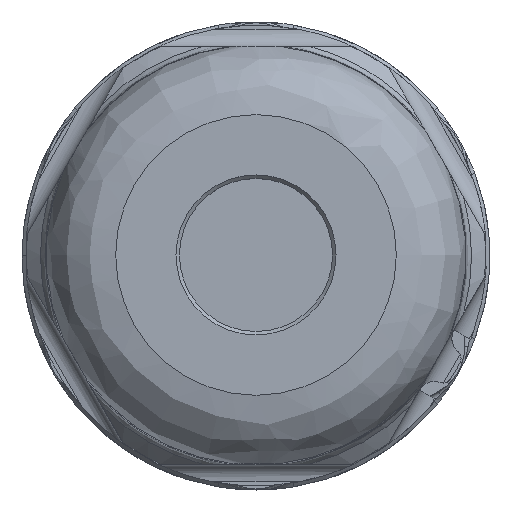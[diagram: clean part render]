
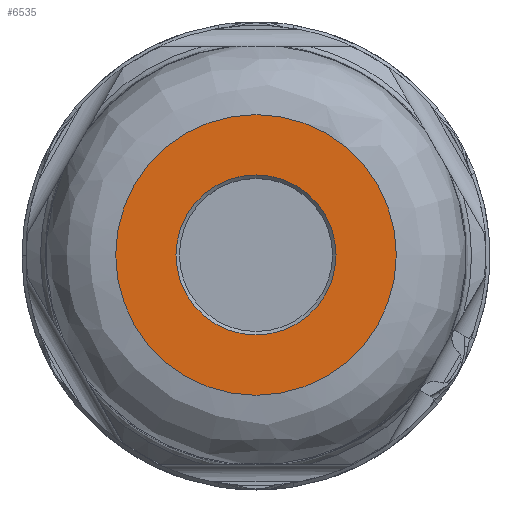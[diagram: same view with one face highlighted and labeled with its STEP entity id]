
A CAD part, top view. The second image highlights one B-rep face of the part: STEP entity #6535.
In plain terms, the highlighted planar face has unit normal (0, 0, 1).
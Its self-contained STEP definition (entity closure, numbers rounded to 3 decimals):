
#4799=FACE_BOUND('',#8321,.T.);
#4800=FACE_BOUND('',#8322,.T.);
#5366=PLANE('',#21065);
#5844=CIRCLE('',#21014,8.067);
#5864=CIRCLE('',#21064,4.6);
#6535=ADVANCED_FACE('',(#4799,#4800),#5366,.T.);
#8321=EDGE_LOOP('',(#12708));
#8322=EDGE_LOOP('',(#12709));
#12708=ORIENTED_EDGE('',*,*,#18104,.T.);
#12709=ORIENTED_EDGE('',*,*,#18049,.T.);
#16076=VERTEX_POINT('',#31090);
#16119=VERTEX_POINT('',#31393);
#18049=EDGE_CURVE('',#16076,#16076,#5844,.T.);
#18104=EDGE_CURVE('',#16119,#16119,#5864,.T.);
#21014=AXIS2_PLACEMENT_3D('',#31089,#23883,#23884);
#21064=AXIS2_PLACEMENT_3D('',#31392,#23985,#23986);
#21065=AXIS2_PLACEMENT_3D('',#31394,#23987,#23988);
#23883=DIRECTION('',(0.,0.,1.));
#23884=DIRECTION('',(0.5,0.866,0.));
#23985=DIRECTION('',(0.,0.,-1.));
#23986=DIRECTION('',(0.5,0.866,0.));
#23987=DIRECTION('',(0.,0.,1.));
#23988=DIRECTION('',(0.5,0.866,0.));
#31089=CARTESIAN_POINT('',(23.019,-124.485,2.478));
#31090=CARTESIAN_POINT('',(27.053,-117.498,2.478));
#31392=CARTESIAN_POINT('',(23.019,-124.485,2.478));
#31393=CARTESIAN_POINT('',(25.319,-120.501,2.478));
#31394=CARTESIAN_POINT('',(26.338,-136.871,2.478));
